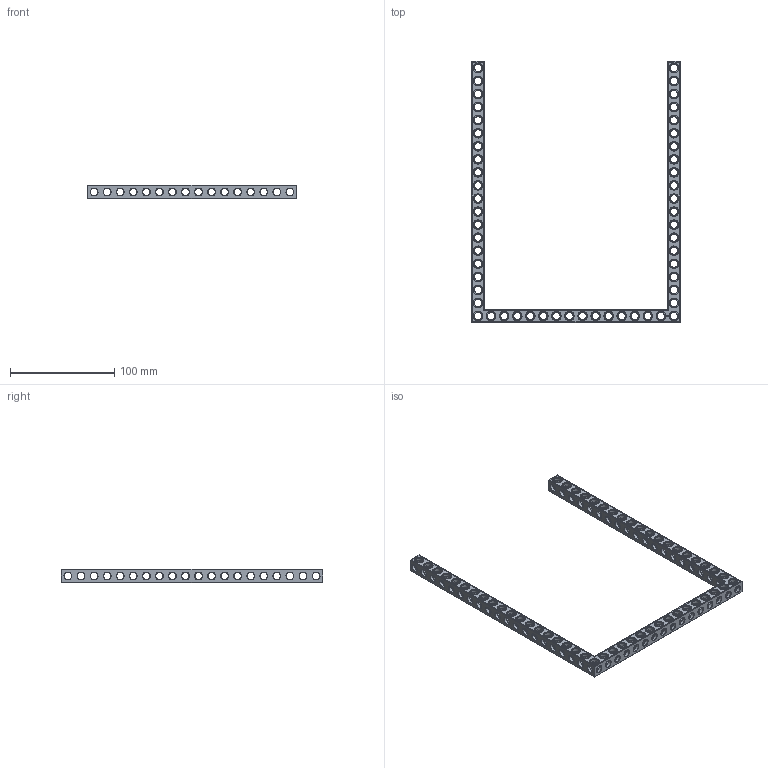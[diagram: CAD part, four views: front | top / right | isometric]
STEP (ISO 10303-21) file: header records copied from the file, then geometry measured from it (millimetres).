
FILE_DESCRIPTION(('FreeCAD Model'),'2;1');
FILE_NAME('Open CASCADE Shape Model','2022-03-06T17:10:39',('Author'),( ''),'Open CASCADE STEP processor 7.5','FreeCAD','Unknown');
FILE_SCHEMA(('AUTOMOTIVE_DESIGN { 1 0 10303 214 1 1 1 1 }'));
Products named in the file (1): Beam AGD ESS USH SYM BU16x20x01 - SPN-BEM-0574 (stemfie.org)
Bounding box: 200 x 250 x 12.5 mm (x, y, z)
Volume: 52768.8 mm3; surface area: 47026.8 mm2
Topology: 1 solids, 1 shells, 1103 faces, 3440 edges, 2210 vertices
Faces by surface type: plane 438, cylinder 325, cone 218, extrusion 122
Full cylindrical faces by diameter (mm): 6.98 x42, 7 x229, 9.2 x54
Entity records: 284038 total; most frequent: CARTESIAN_POINT 220112, DIRECTION 10460, ORIENTED_EDGE 6880, PCURVE 6880, DEFINITIONAL_REPRESENTATION 6880, VECTOR 6056, LINE 5934, EDGE_CURVE 3440
